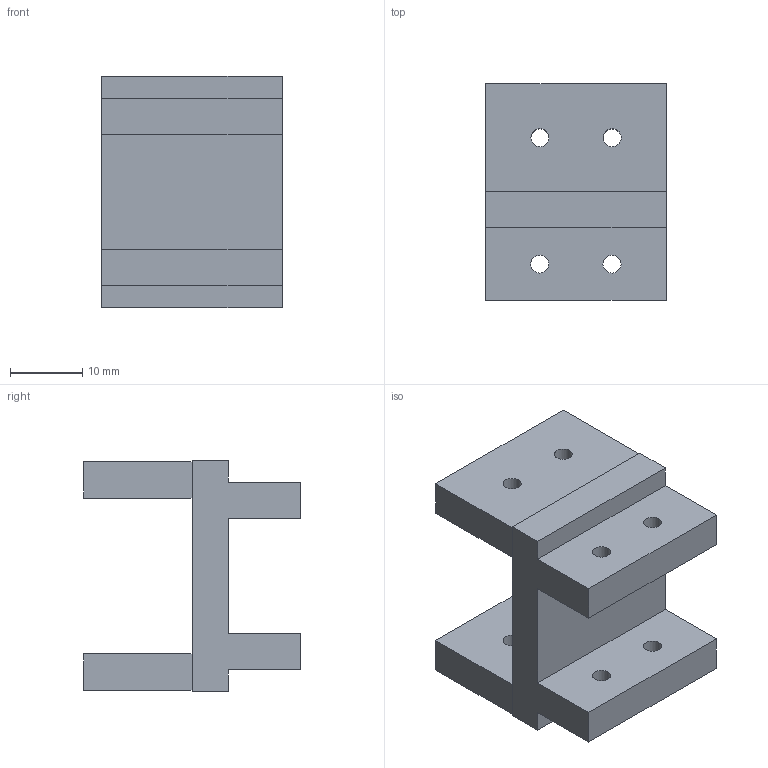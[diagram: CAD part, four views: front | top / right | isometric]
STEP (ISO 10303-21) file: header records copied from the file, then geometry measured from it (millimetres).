
FILE_DESCRIPTION(/* description */ (''),/* implementation_level */ '2;1');
FILE_NAME(/* name */ 'Tensile_test_bottom_adapter2.stp',/* time_stamp */ '2023-10-26T14:10:26+09:00',/* author */ ('jsw'),/* organization */ (''),/* preprocessor_version */ 'ST-DEVELOPER v19.2',/* originating_system */ 'Autodesk Inventor 2024',/* authorisation */ '');
FILE_SCHEMA (('AUTOMOTIVE_DESIGN { 1 0 10303 214 3 1 1 }'));
Length unit declared in the file: millimetre
Products named in the file (1): Tensile_test_bottom_adapter2
Bounding box: 25.03 x 30 x 32 mm (x, y, z)
Volume: 10053.7 mm3; surface area: 5406.2 mm2
Topology: 1 solids, 1 shells, 34 faces, 92 edges, 60 vertices
Faces by surface type: plane 26, cylinder 8
Full cylindrical faces by diameter (mm): 2.5 x8
Entity records: 1135 total; most frequent: CARTESIAN_POINT 187, ORIENTED_EDGE 184, DIRECTION 178, EDGE_CURVE 92, LINE 76, VECTOR 76, VERTEX_POINT 60, AXIS2_PLACEMENT_3D 51
